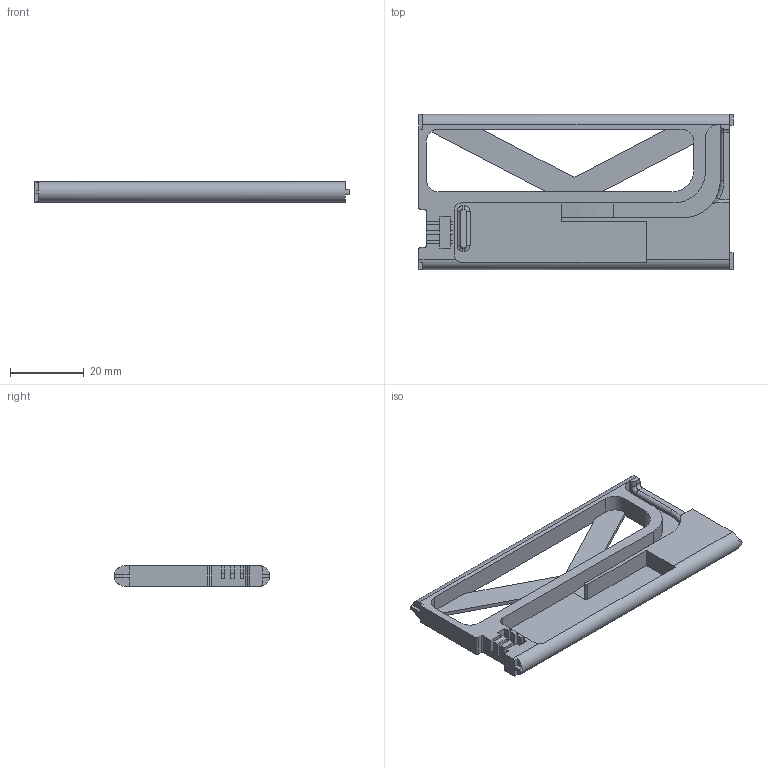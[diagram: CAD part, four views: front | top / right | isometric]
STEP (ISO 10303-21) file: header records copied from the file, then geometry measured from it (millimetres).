
FILE_DESCRIPTION(/* description */ (''),/* implementation_level */ '2;1');
FILE_NAME(/* name */ 'dummy_battery.step',/* time_stamp */ '2023-07-23T00:00:00.000Z',/* author */ (''),/* organization */ (''),/* preprocessor_version */ 'ST-DEVELOPER v19.2',/* originating_system */ 'Autodesk Translation Framework v12.6.0.85',/* authorisation */ '');
FILE_SCHEMA (('AUTOMOTIVE_DESIGN { 1 0 10303 214 3 1 1 }'));
Length unit declared in the file: millimetre
Products named in the file (1): Dummy Battery w/ Circuitry Cutouts
Bounding box: 85 x 42 x 5.5 mm (x, y, z)
Volume: 7679.4 mm3; surface area: 8815.4 mm2
Topology: 1 solids, 1 shells, 122 faces, 350 edges, 229 vertices
Faces by surface type: plane 85, cylinder 30, torus 6, bspline 1
Entity records: 4065 total; most frequent: CARTESIAN_POINT 757, ORIENTED_EDGE 700, DIRECTION 669, EDGE_CURVE 350, LINE 267, VECTOR 267, VERTEX_POINT 229, AXIS2_PLACEMENT_3D 201
